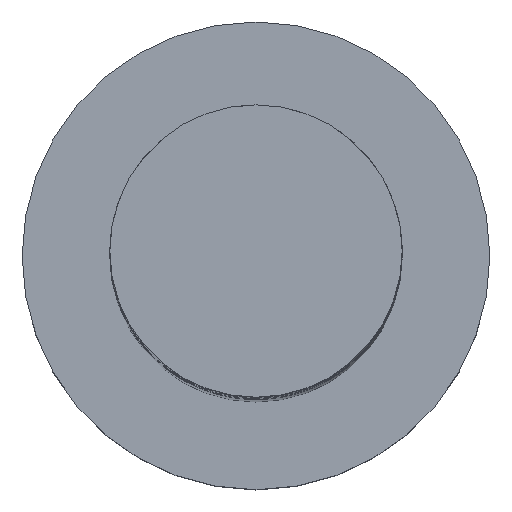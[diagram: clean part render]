
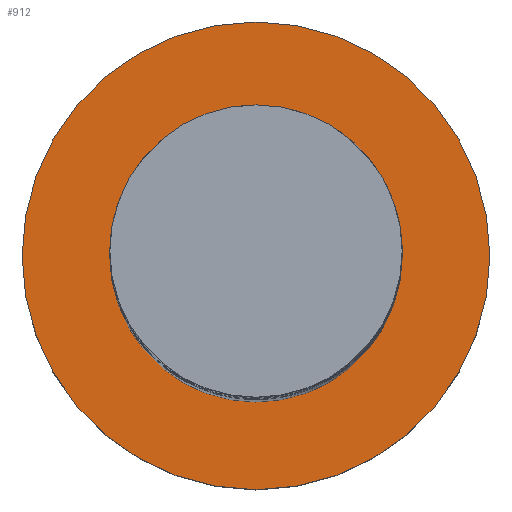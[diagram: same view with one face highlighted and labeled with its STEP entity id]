
A CAD part, top view. The second image highlights one B-rep face of the part: STEP entity #912.
In plain terms, the highlighted planar face has unit normal (0, 0, 1).
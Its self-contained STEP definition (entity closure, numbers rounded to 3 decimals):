
#71 = ORIENTED_EDGE ( 'NONE', *, *, #955, .F. ) ;
#80 = CIRCLE ( 'NONE', #714, 5. ) ;
#114 = CARTESIAN_POINT ( 'NONE',  ( 8., 0., 5. ) ) ;
#115 = ORIENTED_EDGE ( 'NONE', *, *, #617, .T. ) ;
#145 = CARTESIAN_POINT ( 'NONE',  ( 5., 0., 5. ) ) ;
#161 = FACE_BOUND ( 'NONE', #1232, .T. ) ;
#228 = VERTEX_POINT ( 'NONE', #145 ) ;
#249 = DIRECTION ( 'NONE',  ( 0., 0., 1. ) ) ;
#273 = AXIS2_PLACEMENT_3D ( 'NONE', #595, #1292, #1072 ) ;
#313 = ORIENTED_EDGE ( 'NONE', *, *, #1481, .T. ) ;
#423 = CIRCLE ( 'NONE', #273, 5. ) ;
#502 = CARTESIAN_POINT ( 'NONE',  ( 0., 0., 5. ) ) ;
#595 = CARTESIAN_POINT ( 'NONE',  ( 0., 0., 5. ) ) ;
#601 = DIRECTION ( 'NONE',  ( 1., 0., 0. ) ) ;
#611 = AXIS2_PLACEMENT_3D ( 'NONE', #825, #249, #601 ) ;
#617 = EDGE_CURVE ( 'NONE', #1445, #1387, #1089, .T. ) ;
#624 = AXIS2_PLACEMENT_3D ( 'NONE', #969, #1310, #639 ) ;
#629 = CARTESIAN_POINT ( 'NONE',  ( -5., 0., 5. ) ) ;
#639 = DIRECTION ( 'NONE',  ( 1., 0., 0. ) ) ;
#714 = AXIS2_PLACEMENT_3D ( 'NONE', #1296, #1430, #875 ) ;
#729 = PLANE ( 'NONE',  #737 ) ;
#737 = AXIS2_PLACEMENT_3D ( 'NONE', #502, #993, #1440 ) ;
#749 = CARTESIAN_POINT ( 'NONE',  ( -8., 0., 5. ) ) ;
#768 = ORIENTED_EDGE ( 'NONE', *, *, #1333, .F. ) ;
#825 = CARTESIAN_POINT ( 'NONE',  ( 0., 0., 5. ) ) ;
#875 = DIRECTION ( 'NONE',  ( 1., 0., 0. ) ) ;
#912 = ADVANCED_FACE ( 'NONE', ( #161, #1086 ), #729, .T. ) ;
#955 = EDGE_CURVE ( 'NONE', #228, #1039, #80, .T. ) ;
#969 = CARTESIAN_POINT ( 'NONE',  ( 0., 0., 5. ) ) ;
#993 = DIRECTION ( 'NONE',  ( 0., 0., 1. ) ) ;
#1039 = VERTEX_POINT ( 'NONE', #629 ) ;
#1072 = DIRECTION ( 'NONE',  ( 1., 0., 0. ) ) ;
#1086 = FACE_OUTER_BOUND ( 'NONE', #1360, .T. ) ;
#1089 = CIRCLE ( 'NONE', #611, 8. ) ;
#1232 = EDGE_LOOP ( 'NONE', ( #768, #71 ) ) ;
#1284 = CIRCLE ( 'NONE', #624, 8. ) ;
#1292 = DIRECTION ( 'NONE',  ( 0., 0., 1. ) ) ;
#1296 = CARTESIAN_POINT ( 'NONE',  ( 0., 0., 5. ) ) ;
#1310 = DIRECTION ( 'NONE',  ( 0., 0., 1. ) ) ;
#1333 = EDGE_CURVE ( 'NONE', #1039, #228, #423, .T. ) ;
#1360 = EDGE_LOOP ( 'NONE', ( #115, #313 ) ) ;
#1387 = VERTEX_POINT ( 'NONE', #114 ) ;
#1430 = DIRECTION ( 'NONE',  ( 0., 0., 1. ) ) ;
#1440 = DIRECTION ( 'NONE',  ( 1., 0., 0. ) ) ;
#1445 = VERTEX_POINT ( 'NONE', #749 ) ;
#1481 = EDGE_CURVE ( 'NONE', #1387, #1445, #1284, .T. ) ;
